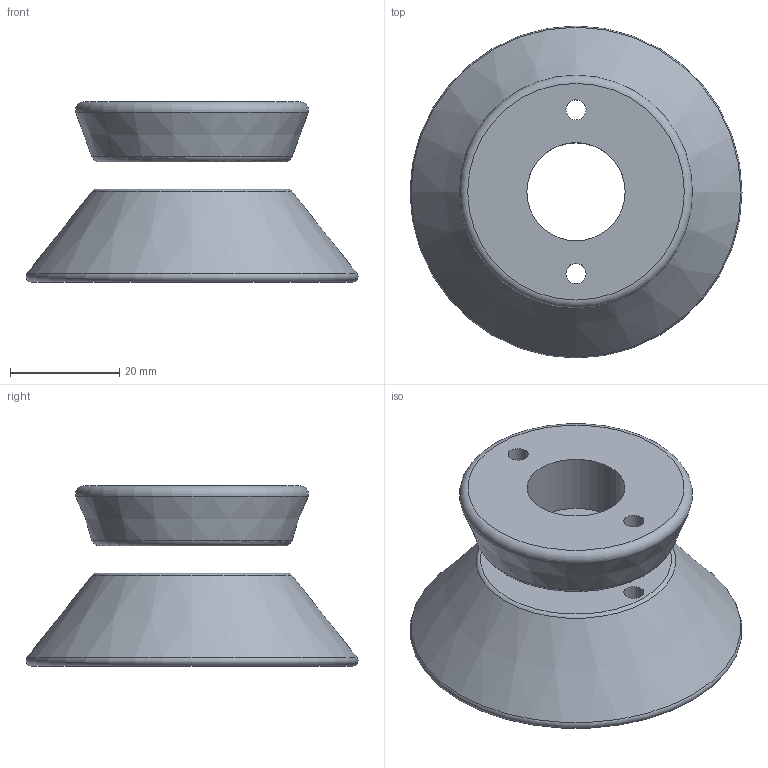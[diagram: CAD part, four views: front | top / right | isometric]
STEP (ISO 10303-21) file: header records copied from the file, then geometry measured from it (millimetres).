
FILE_DESCRIPTION(/* description */ (''),/* implementation_level */ '2;1');
FILE_NAME(/* name */ 'vive-connector-dup.step',/* time_stamp */ '2023-07-30T19:16:55+08:00',/* author */ (''),/* organization */ (''),/* preprocessor_version */ 'ST-DEVELOPER v19.2',/* originating_system */ 'Autodesk Translation Framework v11.17.0.187',/* authorisation */ '');
FILE_SCHEMA (('AUTOMOTIVE_DESIGN { 1 0 10303 214 3 1 1 }'));
Length unit declared in the file: millimetre
Products named in the file (3): vive-connector; top; bot
Assembly tree (2 placements, depth 2):
  vive-connector
    top
    bot
Bounding box: 60.86 x 60.86 x 33 mm (x, y, z)
Volume: 38077.6 mm3; surface area: 13251.5 mm2
Topology: 2 solids, 2 shells, 58 faces, 100 edges, 66 vertices
Faces by surface type: cylinder 28, plane 24, torus 4, cone 2
Full cylindrical faces by diameter (mm): 2.7 x18, 3.7 x4, 8 x2, 18 x2
Entity records: 1554 total; most frequent: DIRECTION 294, CARTESIAN_POINT 239, ORIENTED_EDGE 200, AXIS2_PLACEMENT_3D 133, EDGE_CURVE 100, EDGE_LOOP 90, CIRCLE 70, VERTEX_POINT 66
